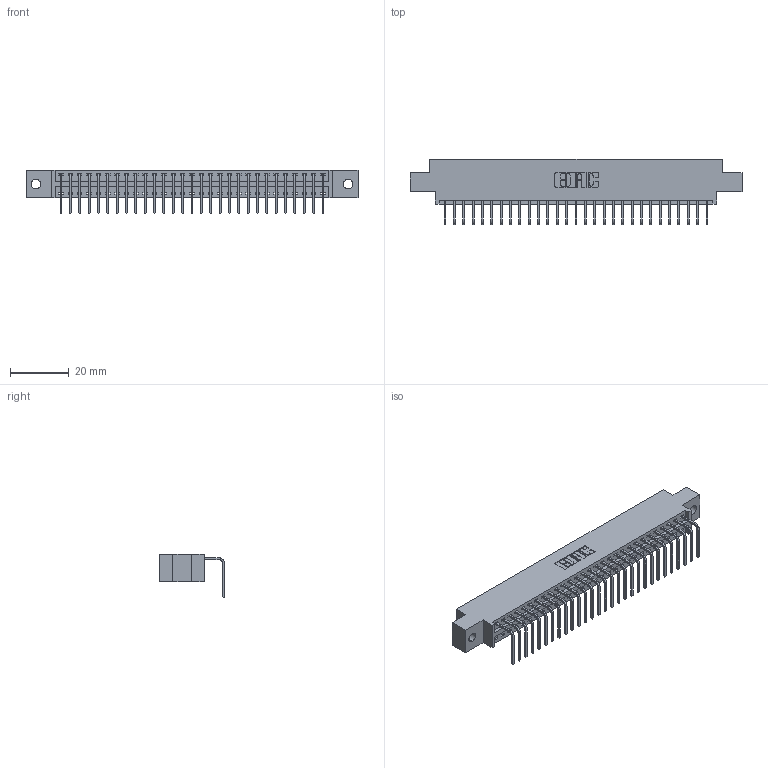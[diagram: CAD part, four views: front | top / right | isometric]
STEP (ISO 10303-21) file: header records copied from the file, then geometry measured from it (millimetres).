
FILE_DESCRIPTION (( 'STEP AP203' ), '1' );
FILE_NAME ('396-029-558-602.STEP', '2018-09-05T05:37:20', ( '' ), ( '' ), 'SwSTEP 2.0', 'SolidWorks 2016', '' );
FILE_SCHEMA (( 'CONFIG_CONTROL_DESIGN' ));
Length unit declared in the file: inch
Products named in the file (3): 345-292-001_558 Tail - 2; 396-029-558-602; 346 Part_0.170 Offset - 0.128 Dia
Assembly tree (30 placements, depth 2):
  396-029-558-602
    346 Part_0.170 Offset - 0.128 Dia
    345-292-001_558 Tail - 2  x29
Bounding box: 112.65 x 22.16 x 14.73 mm (x, y, z)
Volume: 10598.8 mm3; surface area: 13572.3 mm2
Topology: 30 solids, 30 shells, 1866 faces, 5619 edges, 3706 vertices
Faces by surface type: plane 1298, cylinder 568
Entity records: 19967 total; most frequent: CARTESIAN_POINT 3435, ORIENTED_EDGE 3398, DIRECTION 3045, EDGE_CURVE 1699, VECTOR 1451, LINE 1451, VERTEX_POINT 1130, AXIS2_PLACEMENT_3D 797
